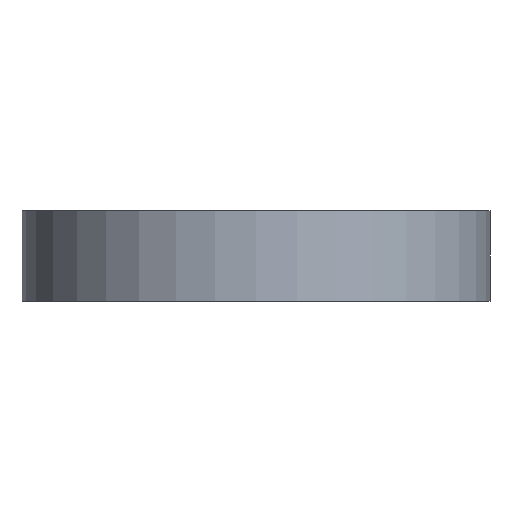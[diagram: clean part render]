
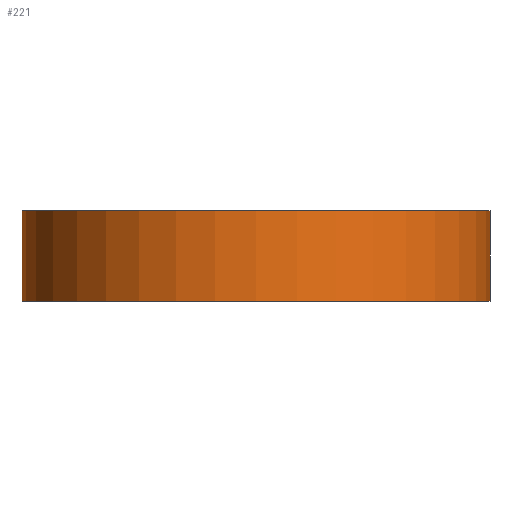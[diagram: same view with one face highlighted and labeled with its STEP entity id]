
A CAD part, front view. The second image highlights one B-rep face of the part: STEP entity #221.
In plain terms, the highlighted cylindrical face has radius 16.421 mm (diameter 32.842 mm), a partial arc.
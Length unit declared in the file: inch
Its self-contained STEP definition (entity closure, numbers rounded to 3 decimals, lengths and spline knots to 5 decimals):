
#10 = EDGE_LOOP ( 'NONE', ( #44, #131, #183, #81 ) ) ;
#14 = AXIS2_PLACEMENT_3D ( 'NONE', #54, #190, #35 ) ;
#31 = DIRECTION ( 'NONE',  ( 1., 0., 0. ) ) ;
#32 = VECTOR ( 'NONE', #216, 39.37008 ) ;
#35 = DIRECTION ( 'NONE',  ( -1., 0., 0. ) ) ;
#36 = AXIS2_PLACEMENT_3D ( 'NONE', #187, #142, #106 ) ;
#44 = ORIENTED_EDGE ( 'NONE', *, *, #146, .F. ) ;
#53 = AXIS2_PLACEMENT_3D ( 'NONE', #203, #143, #31 ) ;
#54 = CARTESIAN_POINT ( 'NONE',  ( 0., 0., 0.25 ) ) ;
#67 = CARTESIAN_POINT ( 'NONE',  ( 0.6465, 0., 0.25 ) ) ;
#68 = CIRCLE ( 'NONE', #53, 0.6465 ) ;
#71 = FACE_OUTER_BOUND ( 'NONE', #10, .T. ) ;
#81 = ORIENTED_EDGE ( 'NONE', *, *, #208, .T. ) ;
#88 = DIRECTION ( 'NONE',  ( 0., 0., -1. ) ) ;
#100 = VERTEX_POINT ( 'NONE', #104 ) ;
#103 = VERTEX_POINT ( 'NONE', #182 ) ;
#104 = CARTESIAN_POINT ( 'NONE',  ( -0.6465, 0., 0.25 ) ) ;
#106 = DIRECTION ( 'NONE',  ( 1., 0., 0. ) ) ;
#112 = EDGE_CURVE ( 'NONE', #100, #103, #172, .T. ) ;
#127 = CARTESIAN_POINT ( 'NONE',  ( 0.6465, 0., 0. ) ) ;
#131 = ORIENTED_EDGE ( 'NONE', *, *, #191, .F. ) ;
#136 = VECTOR ( 'NONE', #88, 39.37008 ) ;
#138 = CIRCLE ( 'NONE', #36, 0.6465 ) ;
#142 = DIRECTION ( 'NONE',  ( 0., 0., 1. ) ) ;
#143 = DIRECTION ( 'NONE',  ( 0., 0., 1. ) ) ;
#146 = EDGE_CURVE ( 'NONE', #164, #214, #201, .T. ) ;
#164 = VERTEX_POINT ( 'NONE', #67 ) ;
#165 = CARTESIAN_POINT ( 'NONE',  ( 0.6465, 0., 0.25 ) ) ;
#172 = LINE ( 'NONE', #180, #136 ) ;
#180 = CARTESIAN_POINT ( 'NONE',  ( -0.6465, 0., 0.25 ) ) ;
#182 = CARTESIAN_POINT ( 'NONE',  ( -0.6465, 0., 0. ) ) ;
#183 = ORIENTED_EDGE ( 'NONE', *, *, #112, .T. ) ;
#187 = CARTESIAN_POINT ( 'NONE',  ( 0., 0., 0.25 ) ) ;
#190 = DIRECTION ( 'NONE',  ( 0., 0., -1. ) ) ;
#191 = EDGE_CURVE ( 'NONE', #100, #164, #138, .T. ) ;
#201 = LINE ( 'NONE', #165, #32 ) ;
#203 = CARTESIAN_POINT ( 'NONE',  ( 0., 0., 0. ) ) ;
#205 = CYLINDRICAL_SURFACE ( 'NONE', #14, 0.6465 ) ;
#208 = EDGE_CURVE ( 'NONE', #103, #214, #68, .T. ) ;
#214 = VERTEX_POINT ( 'NONE', #127 ) ;
#216 = DIRECTION ( 'NONE',  ( 0., 0., -1. ) ) ;
#221 = ADVANCED_FACE ( 'NONE', ( #71 ), #205, .T. ) ;
